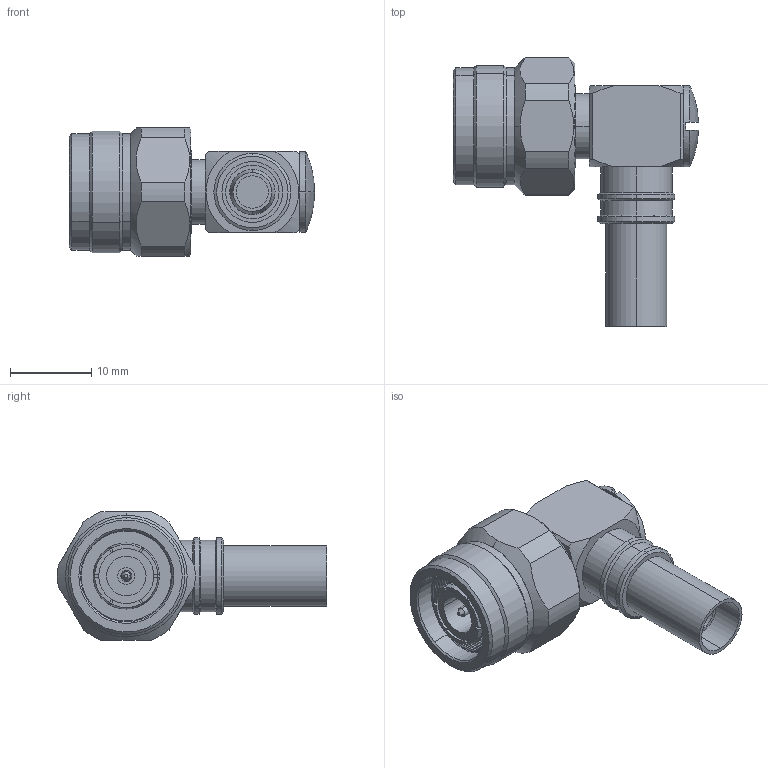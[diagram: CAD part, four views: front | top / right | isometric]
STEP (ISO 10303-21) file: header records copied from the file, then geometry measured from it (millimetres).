
FILE_DESCRIPTION (( 'STEP AP203' ), '1' );
FILE_NAME ('3190-6457(TC-240-TM-RA-D).STEP', '2020-02-17T07:04:37', ( '' ), ( '' ), 'SwSTEP 2.0', 'SolidWorks 2017', '' );
FILE_SCHEMA (( 'CONFIG_CONTROL_DESIGN' ));
Length unit declared in the file: millimetre
Products named in the file (1): 3190-6457(TC-240-TM-RA-D)
Bounding box: 30.26 x 33.19 x 15.8 mm (x, y, z)
Volume: 4227.5 mm3; surface area: 3743.2 mm2
Topology: 2 solids, 2 shells, 243 faces, 549 edges, 324 vertices
Faces by surface type: cylinder 85, cone 76, plane 66, bspline 12, sphere 4
Entity records: 7050 total; most frequent: CARTESIAN_POINT 1541, DIRECTION 1203, ORIENTED_EDGE 1098, EDGE_CURVE 549, AXIS2_PLACEMENT_3D 488, VERTEX_POINT 324, EDGE_LOOP 257, CIRCLE 256
